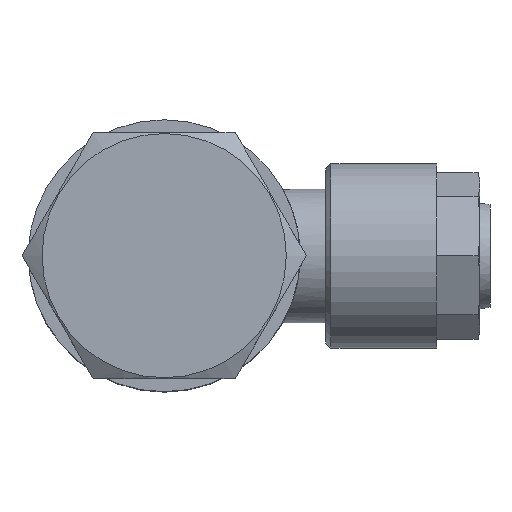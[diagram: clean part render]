
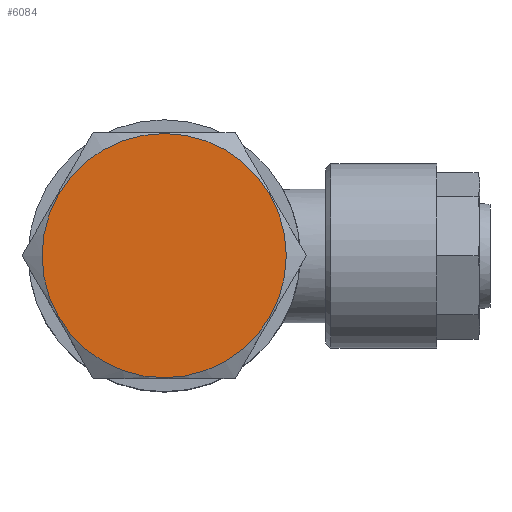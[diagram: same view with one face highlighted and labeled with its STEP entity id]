
A CAD part, top view. The second image highlights one B-rep face of the part: STEP entity #6084.
In plain terms, the highlighted face is planar.
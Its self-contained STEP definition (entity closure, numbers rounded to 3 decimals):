
#1869=ORIENTED_EDGE('',*,*,#2234,.T.);
#1998=CIRCLE('',#5944,11.9);
#2102=VERTEX_POINT('',#4805);
#2234=EDGE_CURVE('',#2102,#2102,#1998,.T.);
#2376=EDGE_LOOP('',(#1869));
#2524=FACE_BOUND('',#2376,.T.);
#2895=DIRECTION('',(0.,1.,0.));
#2896=DIRECTION('',(11.9,0.,0.));
#2903=DIRECTION('',(0.,1.,0.));
#2904=DIRECTION('',(1.,0.,0.));
#4805=CARTESIAN_POINT('',(36.313,53.475,0.));
#4806=CARTESIAN_POINT('',(24.413,53.475,0.));
#4812=CARTESIAN_POINT('',(36.313,53.475,0.));
#5944=AXIS2_PLACEMENT_3D('',#4806,#2895,#2896);
#5948=AXIS2_PLACEMENT_3D('',#4812,#2903,#2904);
#6012=PLANE('',#5948);
#6084=ADVANCED_FACE('',(#2524),#6012,.T.);
